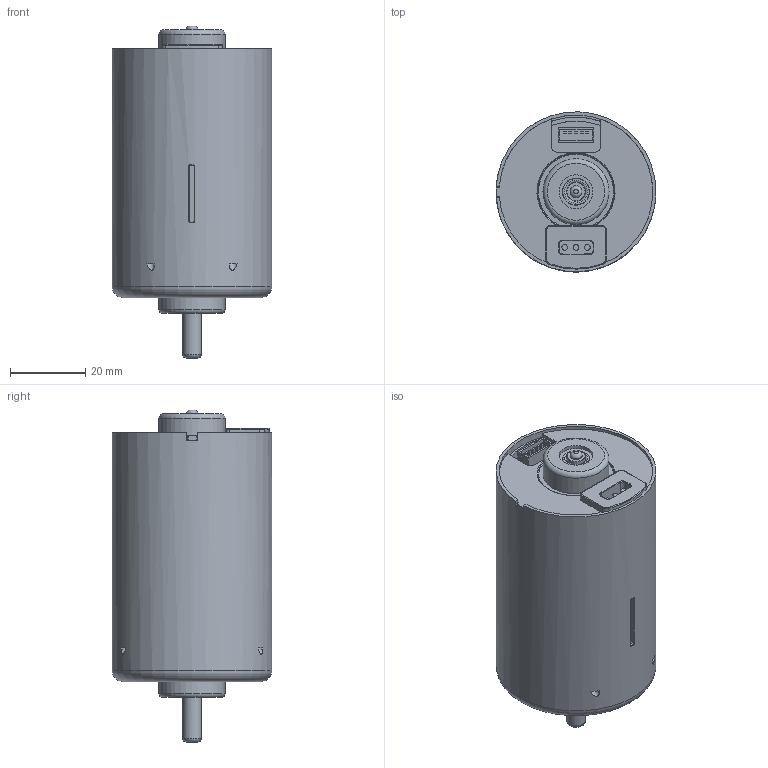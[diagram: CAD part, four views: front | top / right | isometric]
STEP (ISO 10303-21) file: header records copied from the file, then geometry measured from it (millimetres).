
FILE_DESCRIPTION(/* description */ ('Unknown'),/* implementation_level */ '2;1');
FILE_NAME(/* name */ '4266 modifierad',/* time_stamp */ '2022-09-23T17:09:47+02:00',/* author */ ('Unknown'),/* organization */ ('Unknown'),/* preprocessor_version */ 'ST-DEVELOPER v18.1',/* originating_system */ 'Solid Edge',/* authorisation */ 'Unknown');
FILE_SCHEMA (('TECHNICAL_DATA_PACKAGING','AUTOMOTIVE_DESIGN {1 0 10303 214 3 1 1}'));
Length unit declared in the file: millimetre
Products named in the file (1): 4266 modifierad
Bounding box: 42.4 x 42.4 x 88 mm (x, y, z)
Volume: 56082.7 mm3; surface area: 43254.1 mm2
Topology: 4 solids, 11 shells, 1631 faces, 4294 edges, 2705 vertices
Faces by surface type: plane 792, cylinder 538, torus 186, cone 115
Full cylindrical faces by diameter (mm): 1.5 x3, 3 x1, 3.17 x1, 3.3 x2, 5 x8, 6.8 x2, 7 x2, 7.2 x2, 8 x2, 9 x2, 10 x1, 13.8 x3, 14 x2, 14.4 x1, 16 x4, 17.5 x2, 19.5 x1, 20.3 x1, 20.4 x1, 35.2 x1, 35.4 x1, 37.4 x1, 39.6 x2, 42.4 x1
Entity records: 49967 total; most frequent: CARTESIAN_POINT 10132, ORIENTED_EDGE 8336, DIRECTION 8315, EDGE_CURVE 4168, AXIS2_PLACEMENT_3D 3020, VERTEX_POINT 2660, LINE 2275, VECTOR 2275
